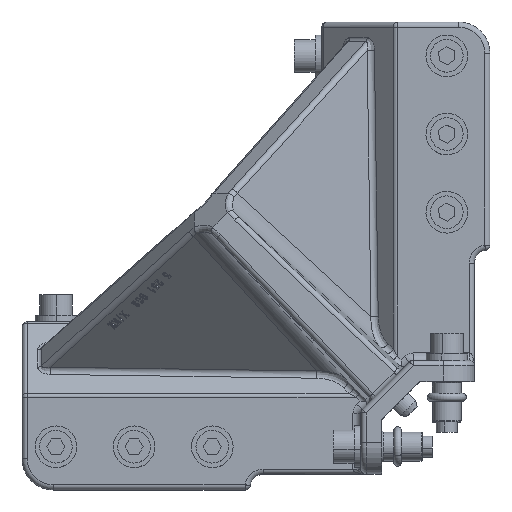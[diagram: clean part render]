
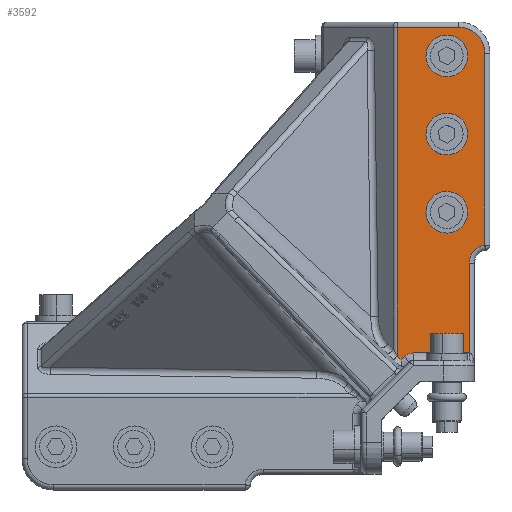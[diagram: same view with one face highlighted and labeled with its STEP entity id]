
A CAD part, top view. The second image highlights one B-rep face of the part: STEP entity #3592.
In plain terms, the highlighted planar face has unit normal (0, 0, 1).
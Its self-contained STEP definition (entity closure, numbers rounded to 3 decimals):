
#1849=CARTESIAN_POINT('Vertex',(8.569,70.431,48.)) ;
#1852=CARTESIAN_POINT('Line Origine',(8.569,97.15,48.)) ;
#1856=CARTESIAN_POINT('Vertex',(8.569,36.,48.)) ;
#3452=CARTESIAN_POINT('Vertex',(14.569,77.36,48.)) ;
#3455=CARTESIAN_POINT('Axis2P3D Location',(15.569,70.431,48.)) ;
#3467=CARTESIAN_POINT('Axis2P3D Location',(-90.,-16.569,48.)) ;
#3472=CARTESIAN_POINT('Line Origine',(-16.964,33.948,48.)) ;
#3476=CARTESIAN_POINT('Vertex',(-16.376,34.536,48.)) ;
#3478=CARTESIAN_POINT('Vertex',(-17.551,33.361,48.)) ;
#3481=CARTESIAN_POINT('Axis2P3D Location',(-12.841,31.,48.)) ;
#3485=CARTESIAN_POINT('Vertex',(-12.841,36.,48.)) ;
#3488=CARTESIAN_POINT('Line Origine',(-2.136,36.,48.)) ;
#3493=CARTESIAN_POINT('Line Origine',(14.569,114.18,48.)) ;
#3497=CARTESIAN_POINT('Vertex',(14.569,151.,48.)) ;
#3500=CARTESIAN_POINT('Axis2P3D Location',(4.569,151.,48.)) ;
#3504=CARTESIAN_POINT('Vertex',(4.569,161.,48.)) ;
#3507=CARTESIAN_POINT('Line Origine',(-7.243,161.,48.)) ;
#3511=CARTESIAN_POINT('Vertex',(-19.054,161.,48.)) ;
#3514=CARTESIAN_POINT('Line Origine',(-19.054,97.89,48.)) ;
#3518=CARTESIAN_POINT('Vertex',(-19.054,34.78,48.)) ;
#3521=CARTESIAN_POINT('Line Origine',(-18.302,34.07,48.)) ;
#3538=CARTESIAN_POINT('Axis2P3D Location',(0.,150.,48.)) ;
#3542=CARTESIAN_POINT('Vertex',(-4.369,156.702,48.)) ;
#3544=CARTESIAN_POINT('Vertex',(4.369,143.298,48.)) ;
#3547=CARTESIAN_POINT('Axis2P3D Location',(0.,150.,48.)) ;
#3556=CARTESIAN_POINT('Axis2P3D Location',(0.,90.,48.)) ;
#3560=CARTESIAN_POINT('Vertex',(-4.369,96.702,48.)) ;
#3562=CARTESIAN_POINT('Vertex',(4.369,83.298,48.)) ;
#3565=CARTESIAN_POINT('Axis2P3D Location',(0.,90.,48.)) ;
#3574=CARTESIAN_POINT('Axis2P3D Location',(0.,120.,48.)) ;
#3578=CARTESIAN_POINT('Vertex',(-4.369,126.702,48.)) ;
#3580=CARTESIAN_POINT('Vertex',(4.369,113.298,48.)) ;
#3583=CARTESIAN_POINT('Axis2P3D Location',(0.,120.,48.)) ;
#1853=DIRECTION('Vector Direction',(0.,-1.,0.)) ;
#3456=DIRECTION('Axis2P3D Direction',(0.,-0.,-1.)) ;
#3468=DIRECTION('Axis2P3D Direction',(0.,0.,-1.)) ;
#3469=DIRECTION('Axis2P3D XDirection',(0.,1.,0.)) ;
#3473=DIRECTION('Vector Direction',(-0.707,-0.707,0.)) ;
#3482=DIRECTION('Axis2P3D Direction',(0.,0.,-1.)) ;
#3489=DIRECTION('Vector Direction',(1.,0.,0.)) ;
#3494=DIRECTION('Vector Direction',(0.,1.,0.)) ;
#3501=DIRECTION('Axis2P3D Direction',(0.,0.,-1.)) ;
#3508=DIRECTION('Vector Direction',(-1.,0.,0.)) ;
#3515=DIRECTION('Vector Direction',(0.,1.,0.)) ;
#3522=DIRECTION('Vector Direction',(0.727,-0.687,0.)) ;
#3539=DIRECTION('Axis2P3D Direction',(0.,0.,-1.)) ;
#3548=DIRECTION('Axis2P3D Direction',(0.,0.,-1.)) ;
#3557=DIRECTION('Axis2P3D Direction',(0.,0.,-1.)) ;
#3566=DIRECTION('Axis2P3D Direction',(0.,0.,-1.)) ;
#3575=DIRECTION('Axis2P3D Direction',(0.,0.,-1.)) ;
#3584=DIRECTION('Axis2P3D Direction',(0.,0.,-1.)) ;
#3457=AXIS2_PLACEMENT_3D('Circle Axis2P3D',#3455,#3456,$) ;
#3470=AXIS2_PLACEMENT_3D('Plane Axis2P3D',#3467,#3468,#3469) ;
#3483=AXIS2_PLACEMENT_3D('Circle Axis2P3D',#3481,#3482,$) ;
#3502=AXIS2_PLACEMENT_3D('Circle Axis2P3D',#3500,#3501,$) ;
#3540=AXIS2_PLACEMENT_3D('Circle Axis2P3D',#3538,#3539,$) ;
#3549=AXIS2_PLACEMENT_3D('Circle Axis2P3D',#3547,#3548,$) ;
#3558=AXIS2_PLACEMENT_3D('Circle Axis2P3D',#3556,#3557,$) ;
#3567=AXIS2_PLACEMENT_3D('Circle Axis2P3D',#3565,#3566,$) ;
#3576=AXIS2_PLACEMENT_3D('Circle Axis2P3D',#3574,#3575,$) ;
#3585=AXIS2_PLACEMENT_3D('Circle Axis2P3D',#3583,#3584,$) ;
#3527=ORIENTED_EDGE('',*,*,#3480,.F.) ;
#3528=ORIENTED_EDGE('',*,*,#3487,.F.) ;
#3529=ORIENTED_EDGE('',*,*,#3492,.F.) ;
#3530=ORIENTED_EDGE('',*,*,#1858,.T.) ;
#3531=ORIENTED_EDGE('',*,*,#3459,.T.) ;
#3532=ORIENTED_EDGE('',*,*,#3499,.T.) ;
#3533=ORIENTED_EDGE('',*,*,#3506,.T.) ;
#3534=ORIENTED_EDGE('',*,*,#3513,.T.) ;
#3535=ORIENTED_EDGE('',*,*,#3520,.F.) ;
#3536=ORIENTED_EDGE('',*,*,#3525,.F.) ;
#3553=ORIENTED_EDGE('',*,*,#3546,.F.) ;
#3554=ORIENTED_EDGE('',*,*,#3551,.F.) ;
#3571=ORIENTED_EDGE('',*,*,#3564,.F.) ;
#3572=ORIENTED_EDGE('',*,*,#3569,.F.) ;
#3589=ORIENTED_EDGE('',*,*,#3582,.F.) ;
#3590=ORIENTED_EDGE('',*,*,#3587,.F.) ;
#3555=FACE_BOUND('',#3552,.T.) ;
#3573=FACE_BOUND('',#3570,.T.) ;
#3591=FACE_BOUND('',#3588,.T.) ;
#1854=VECTOR('Line Direction',#1853,1.) ;
#3474=VECTOR('Line Direction',#3473,1.) ;
#3490=VECTOR('Line Direction',#3489,1.) ;
#3495=VECTOR('Line Direction',#3494,1.) ;
#3509=VECTOR('Line Direction',#3508,1.) ;
#3516=VECTOR('Line Direction',#3515,1.) ;
#3523=VECTOR('Line Direction',#3522,1.) ;
#3592=ADVANCED_FACE('PartBody',(#3537,#3555,#3573,#3591),#3471,.F.) ;
#3458=CIRCLE('generated circle',#3457,7.) ;
#3484=CIRCLE('generated circle',#3483,5.) ;
#3503=CIRCLE('generated circle',#3502,10.) ;
#3541=CIRCLE('generated circle',#3540,8.) ;
#3550=CIRCLE('generated circle',#3549,8.) ;
#3559=CIRCLE('generated circle',#3558,8.) ;
#3568=CIRCLE('generated circle',#3567,8.) ;
#3577=CIRCLE('generated circle',#3576,8.) ;
#3586=CIRCLE('generated circle',#3585,8.) ;
#1858=EDGE_CURVE('',#1857,#1850,#1855,.F.) ;
#3459=EDGE_CURVE('',#1850,#3453,#3458,.T.) ;
#3480=EDGE_CURVE('',#3477,#3479,#3475,.T.) ;
#3487=EDGE_CURVE('',#3486,#3477,#3484,.F.) ;
#3492=EDGE_CURVE('',#1857,#3486,#3491,.F.) ;
#3499=EDGE_CURVE('',#3453,#3498,#3496,.T.) ;
#3506=EDGE_CURVE('',#3498,#3505,#3503,.F.) ;
#3513=EDGE_CURVE('',#3505,#3512,#3510,.T.) ;
#3520=EDGE_CURVE('',#3519,#3512,#3517,.T.) ;
#3525=EDGE_CURVE('',#3479,#3519,#3524,.F.) ;
#3546=EDGE_CURVE('',#3543,#3545,#3541,.F.) ;
#3551=EDGE_CURVE('',#3545,#3543,#3550,.F.) ;
#3564=EDGE_CURVE('',#3561,#3563,#3559,.F.) ;
#3569=EDGE_CURVE('',#3563,#3561,#3568,.F.) ;
#3582=EDGE_CURVE('',#3579,#3581,#3577,.F.) ;
#3587=EDGE_CURVE('',#3581,#3579,#3586,.F.) ;
#3526=EDGE_LOOP('',(#3527,#3528,#3529,#3530,#3531,#3532,#3533,#3534,#3535,#3536)) ;
#3552=EDGE_LOOP('',(#3553,#3554)) ;
#3570=EDGE_LOOP('',(#3571,#3572)) ;
#3588=EDGE_LOOP('',(#3589,#3590)) ;
#3537=FACE_OUTER_BOUND('',#3526,.T.) ;
#1855=LINE('Line',#1852,#1854) ;
#3475=LINE('Line',#3472,#3474) ;
#3491=LINE('Line',#3488,#3490) ;
#3496=LINE('Line',#3493,#3495) ;
#3510=LINE('Line',#3507,#3509) ;
#3517=LINE('Line',#3514,#3516) ;
#3524=LINE('Line',#3521,#3523) ;
#3471=PLANE('',#3470) ;
#1850=VERTEX_POINT('',#1849) ;
#1857=VERTEX_POINT('',#1856) ;
#3453=VERTEX_POINT('',#3452) ;
#3477=VERTEX_POINT('',#3476) ;
#3479=VERTEX_POINT('',#3478) ;
#3486=VERTEX_POINT('',#3485) ;
#3498=VERTEX_POINT('',#3497) ;
#3505=VERTEX_POINT('',#3504) ;
#3512=VERTEX_POINT('',#3511) ;
#3519=VERTEX_POINT('',#3518) ;
#3543=VERTEX_POINT('',#3542) ;
#3545=VERTEX_POINT('',#3544) ;
#3561=VERTEX_POINT('',#3560) ;
#3563=VERTEX_POINT('',#3562) ;
#3579=VERTEX_POINT('',#3578) ;
#3581=VERTEX_POINT('',#3580) ;
